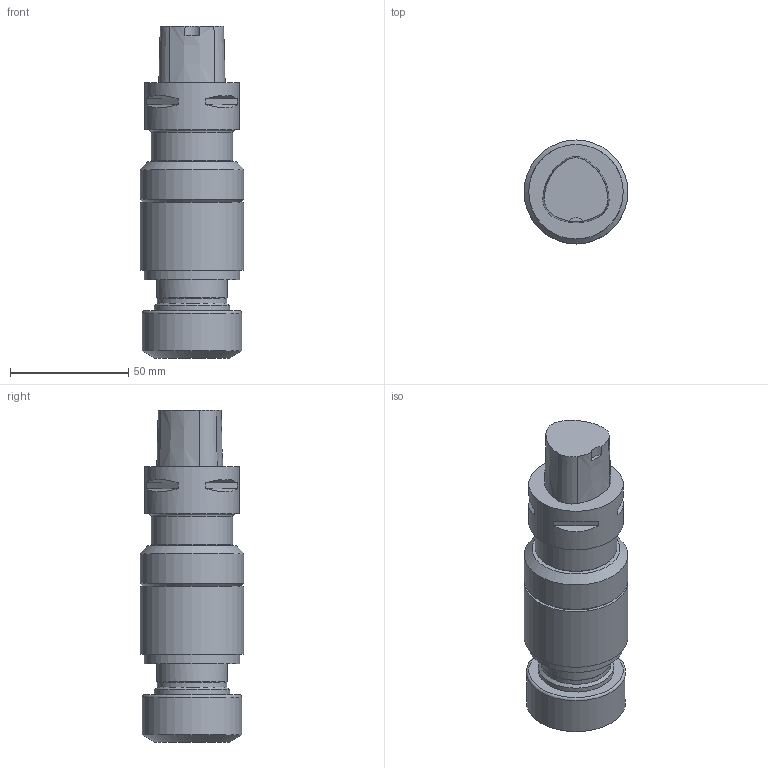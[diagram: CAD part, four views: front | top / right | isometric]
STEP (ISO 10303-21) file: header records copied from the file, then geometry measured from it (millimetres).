
FILE_DESCRIPTION(/* description */ (''),/* implementation_level */ '2;1');
FILE_NAME(/* name */ '1525680624045.stp',/* time_stamp */ '2018-05-07T10:10:33+02:00',/* author */ (''),/* organization */ ('SMS'),/* preprocessor_version */ 'ST-DEVELOPER v15',/* originating_system */ 'SIEMENS PLM Software NX 8.5',/* authorisation */ '');
FILE_SCHEMA (('AUTOMOTIVE_DESIGN { 1 0 10303 214 3 1 1 1 }'));
Length unit declared in the file: millimetre
Products named in the file (1): 112029238mod000_00
Bounding box: 44 x 44 x 140.6 mm (x, y, z)
Volume: 161716.5 mm3; surface area: 21491.5 mm2
Topology: 1 solids, 1 shells, 46 faces, 93 edges, 63 vertices
Faces by surface type: plane 22, cone 12, cylinder 10, torus 2
Full cylindrical faces by diameter (mm): 29.591 x1, 29.997 x1, 31.979 x1, 34.6 x1, 40 x1, 40.3 x1, 42 x1, 43.993 x1, 44 x1
Entity records: 1167 total; most frequent: DIRECTION 218, CARTESIAN_POINT 187, ORIENTED_EDGE 144, AXIS2_PLACEMENT_3D 98, EDGE_LOOP 74, EDGE_CURVE 72, VERTEX_POINT 56, FACE_BOUND 52
